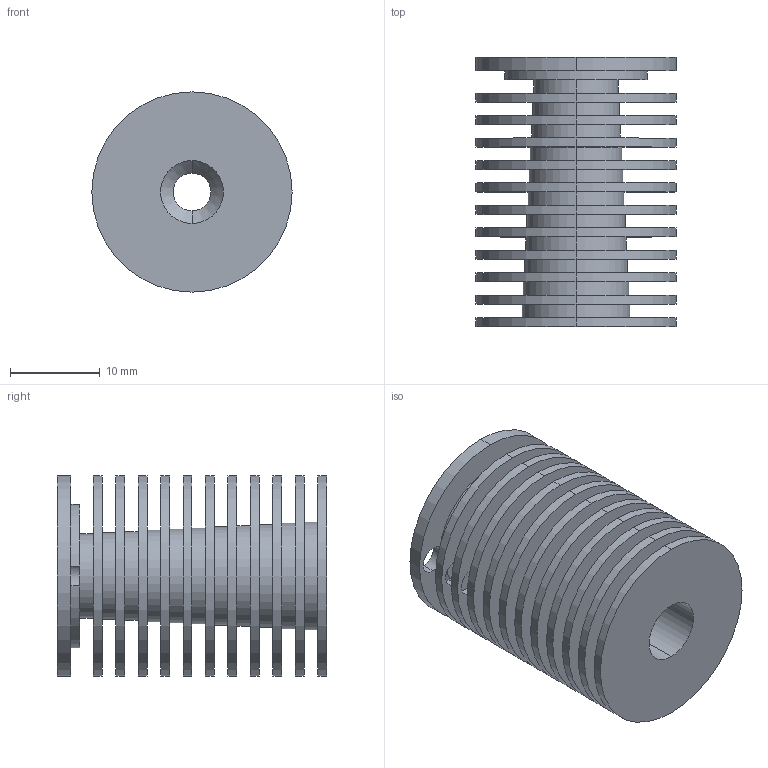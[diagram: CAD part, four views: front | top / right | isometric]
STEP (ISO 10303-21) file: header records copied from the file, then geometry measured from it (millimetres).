
FILE_DESCRIPTION (( 'STEP AP203' ), '1' );
FILE_NAME ('heatsink.STEP', '2022-02-13T11:23:23', ( '' ), ( '' ), 'SwSTEP 2.0', 'SolidWorks 2020', '' );
FILE_SCHEMA (( 'CONFIG_CONTROL_DESIGN' ));
Length unit declared in the file: millimetre
Products named in the file (1): heatsink
Bounding box: 22.3 x 30 x 22.3 mm (x, y, z)
Volume: 5290.5 mm3; surface area: 9446.9 mm2
Topology: 1 solids, 1 shells, 97 faces, 213 edges, 140 vertices
Faces by surface type: cylinder 67, plane 26, cone 4
Entity records: 2844 total; most frequent: DIRECTION 549, CARTESIAN_POINT 451, ORIENTED_EDGE 426, AXIS2_PLACEMENT_3D 238, EDGE_CURVE 213, VERTEX_POINT 140, CIRCLE 140, EDGE_LOOP 133
